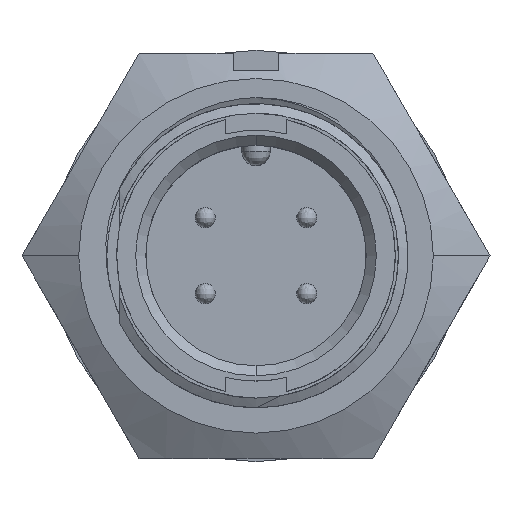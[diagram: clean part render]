
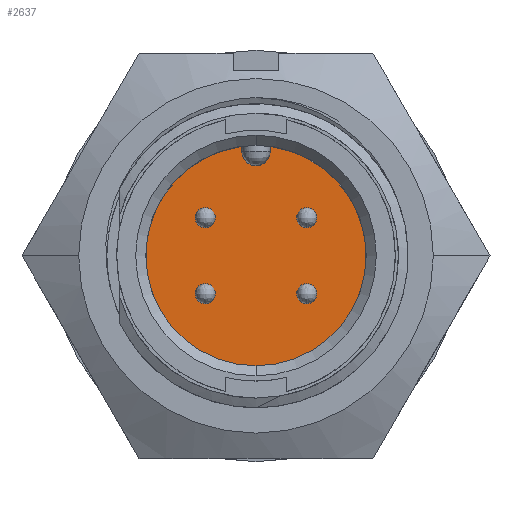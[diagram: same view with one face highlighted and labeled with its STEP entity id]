
A CAD part, top view. The second image highlights one B-rep face of the part: STEP entity #2637.
In plain terms, the highlighted planar face has unit normal (0, 0, 1).
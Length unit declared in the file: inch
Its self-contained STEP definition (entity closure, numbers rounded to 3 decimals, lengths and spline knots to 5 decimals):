
#369 = CARTESIAN_POINT ( 'NONE',  ( 0.1, -0.075, -0.305 ) ) ;
#372 = DIRECTION ( 'NONE',  ( 0., 0., -1. ) ) ;
#374 = DIRECTION ( 'NONE',  ( -1., 0., 0. ) ) ;
#916 = DIRECTION ( 'NONE',  ( 1., 0., 0. ) ) ;
#1505 = PLANE ( 'NONE',  #6487 ) ;
#1508 = CARTESIAN_POINT ( 'NONE',  ( 0., 0.2055, -0.305 ) ) ;
#1510 = DIRECTION ( 'NONE',  ( 0., 0., 1. ) ) ;
#1710 = CARTESIAN_POINT ( 'NONE',  ( 0., 0., -0.305 ) ) ;
#1776 = DIRECTION ( 'NONE',  ( 0., 0., 1. ) ) ;
#1817 = DIRECTION ( 'NONE',  ( 0., 0., -1. ) ) ;
#1846 = DIRECTION ( 'NONE',  ( 0., -1., 0. ) ) ;
#1857 = DIRECTION ( 'NONE',  ( -1., 0., 0. ) ) ;
#1904 = CARTESIAN_POINT ( 'NONE',  ( -0.1, -0.075, -0.305 ) ) ;
#2061 = VERTEX_POINT ( 'NONE', #8414 ) ;
#2062 = VERTEX_POINT ( 'NONE', #8535 ) ;
#2064 = VERTEX_POINT ( 'NONE', #8557 ) ;
#2101 = VERTEX_POINT ( 'NONE', #8506 ) ;
#2111 = VERTEX_POINT ( 'NONE', #8425 ) ;
#2122 = VERTEX_POINT ( 'NONE', #8600 ) ;
#2398 = EDGE_CURVE ( 'NONE', #10717, #10515, #2604, .T. ) ;
#2412 = CIRCLE ( 'NONE', #6344, 0.01974 ) ;
#2442 = EDGE_CURVE ( 'NONE', #10660, #10649, #2566, .T. ) ;
#2453 = CIRCLE ( 'NONE', #6559, 0.2175 ) ;
#2487 = CIRCLE ( 'NONE', #5296, 0.028 ) ;
#2500 = CIRCLE ( 'NONE', #5274, 0.01974 ) ;
#2543 = CIRCLE ( 'NONE', #13758, 0.01974 ) ;
#2558 = EDGE_CURVE ( 'NONE', #10732, #2101, #2453, .T. ) ;
#2560 = EDGE_CURVE ( 'NONE', #10618, #2064, #2617, .T. ) ;
#2564 = CIRCLE ( 'NONE', #5239, 0.01974 ) ;
#2566 = CIRCLE ( 'NONE', #4002, 0.01974 ) ;
#2593 = EDGE_CURVE ( 'NONE', #2111, #2061, #2619, .T. ) ;
#2604 = CIRCLE ( 'NONE', #4028, 0.01974 ) ;
#2617 = CIRCLE ( 'NONE', #6554, 0.01974 ) ;
#2619 = CIRCLE ( 'NONE', #6519, 0.01974 ) ;
#2637 = ADVANCED_FACE ( 'NONE', ( #6486, #6485, #6482, #6480, #6479 ), #1505, .T. ) ;
#2643 = CIRCLE ( 'NONE', #6331, 0.2175 ) ;
#2845 = VECTOR ( 'NONE', #11427, 39.37008 ) ;
#3488 = EDGE_LOOP ( 'NONE', ( #10604, #10669 ) ) ;
#3560 = EDGE_LOOP ( 'NONE', ( #10597, #10656, #10502, #10527, #10684 ) ) ;
#3575 = EDGE_LOOP ( 'NONE', ( #10646, #8054 ) ) ;
#3851 = EDGE_LOOP ( 'NONE', ( #8088, #10644 ) ) ;
#3890 = EDGE_LOOP ( 'NONE', ( #10600, #10620 ) ) ;
#4002 = AXIS2_PLACEMENT_3D ( 'NONE', #12315, #12298, #12292 ) ;
#4028 = AXIS2_PLACEMENT_3D ( 'NONE', #8633, #8618, #8607 ) ;
#4210 = CARTESIAN_POINT ( 'NONE',  ( 0., 0.2055, -0.305 ) ) ;
#4211 = DIRECTION ( 'NONE',  ( 0., 0., -1. ) ) ;
#4212 = DIRECTION ( 'NONE',  ( -1., 0., 0. ) ) ;
#4436 = CARTESIAN_POINT ( 'NONE',  ( 0.1, -0.075, -0.305 ) ) ;
#4437 = DIRECTION ( 'NONE',  ( 0., 0., -1. ) ) ;
#4438 = DIRECTION ( 'NONE',  ( -1., 0., 0. ) ) ;
#5239 = AXIS2_PLACEMENT_3D ( 'NONE', #14149, #14153, #14154 ) ;
#5274 = AXIS2_PLACEMENT_3D ( 'NONE', #4436, #4437, #4438 ) ;
#5296 = AXIS2_PLACEMENT_3D ( 'NONE', #4210, #4211, #4212 ) ;
#5891 = CARTESIAN_POINT ( 'NONE',  ( 0.1, 0.075, -0.305 ) ) ;
#5892 = DIRECTION ( 'NONE',  ( 0., 0., -1. ) ) ;
#5893 = DIRECTION ( 'NONE',  ( -1., 0., 0. ) ) ;
#5911 = CARTESIAN_POINT ( 'NONE',  ( -0.08026, 0.075, -0.305 ) ) ;
#5962 = CARTESIAN_POINT ( 'NONE',  ( -0.11974, -0.075, -0.305 ) ) ;
#5979 = CARTESIAN_POINT ( 'NONE',  ( 0.11974, 0.075, -0.305 ) ) ;
#5985 = CARTESIAN_POINT ( 'NONE',  ( 0.08026, 0.075, -0.305 ) ) ;
#6011 = CARTESIAN_POINT ( 'NONE',  ( -0.11974, 0.075, -0.305 ) ) ;
#6018 = CARTESIAN_POINT ( 'NONE',  ( -0.028, 0.21569, -0.305 ) ) ;
#6054 = CARTESIAN_POINT ( 'NONE',  ( 0.028, 0.21569, -0.305 ) ) ;
#6331 = AXIS2_PLACEMENT_3D ( 'NONE', #7943, #7953, #7739 ) ;
#6344 = AXIS2_PLACEMENT_3D ( 'NONE', #9044, #9048, #9050 ) ;
#6479 = FACE_BOUND ( 'NONE', #3851, .T. ) ;
#6480 = FACE_BOUND ( 'NONE', #3488, .T. ) ;
#6482 = FACE_OUTER_BOUND ( 'NONE', #3560, .T. ) ;
#6485 = FACE_BOUND ( 'NONE', #3575, .T. ) ;
#6486 = FACE_BOUND ( 'NONE', #3890, .T. ) ;
#6487 = AXIS2_PLACEMENT_3D ( 'NONE', #1508, #1510, #916 ) ;
#6519 = AXIS2_PLACEMENT_3D ( 'NONE', #369, #372, #374 ) ;
#6554 = AXIS2_PLACEMENT_3D ( 'NONE', #1904, #1817, #1857 ) ;
#6559 = AXIS2_PLACEMENT_3D ( 'NONE', #1710, #1776, #1846 ) ;
#7408 = DIRECTION ( 'NONE',  ( 0., -1., 0. ) ) ;
#7465 = CARTESIAN_POINT ( 'NONE',  ( 0.028, 0.2055, -0.305 ) ) ;
#7739 = DIRECTION ( 'NONE',  ( 0., -1., 0. ) ) ;
#7788 = LINE ( 'NONE', #7465, #8313 ) ;
#7943 = CARTESIAN_POINT ( 'NONE',  ( 0., 0., -0.305 ) ) ;
#7953 = DIRECTION ( 'NONE',  ( 0., 0., 1. ) ) ;
#8054 = ORIENTED_EDGE ( 'NONE', *, *, #9917, .T. ) ;
#8088 = ORIENTED_EDGE ( 'NONE', *, *, #2398, .T. ) ;
#8313 = VECTOR ( 'NONE', #7408, 39.37008 ) ;
#8414 = CARTESIAN_POINT ( 'NONE',  ( 0.11974, -0.075, -0.305 ) ) ;
#8425 = CARTESIAN_POINT ( 'NONE',  ( 0.08026, -0.075, -0.305 ) ) ;
#8506 = CARTESIAN_POINT ( 'NONE',  ( 0., -0.2175, -0.305 ) ) ;
#8535 = CARTESIAN_POINT ( 'NONE',  ( -0.028, 0.2055, -0.305 ) ) ;
#8557 = CARTESIAN_POINT ( 'NONE',  ( -0.08026, -0.075, -0.305 ) ) ;
#8600 = CARTESIAN_POINT ( 'NONE',  ( 0.028, 0.2055, -0.305 ) ) ;
#8607 = DIRECTION ( 'NONE',  ( -1., 0., 0. ) ) ;
#8618 = DIRECTION ( 'NONE',  ( 0., 0., -1. ) ) ;
#8633 = CARTESIAN_POINT ( 'NONE',  ( -0.1, 0.075, -0.305 ) ) ;
#9044 = CARTESIAN_POINT ( 'NONE',  ( -0.1, -0.075, -0.305 ) ) ;
#9048 = DIRECTION ( 'NONE',  ( 0., 0., -1. ) ) ;
#9050 = DIRECTION ( 'NONE',  ( -1., 0., 0. ) ) ;
#9845 = EDGE_CURVE ( 'NONE', #13834, #2122, #7788, .T. ) ;
#9917 = EDGE_CURVE ( 'NONE', #2064, #10618, #2412, .T. ) ;
#9979 = EDGE_CURVE ( 'NONE', #2101, #13834, #2643, .T. ) ;
#10001 = EDGE_CURVE ( 'NONE', #2122, #2062, #2487, .T. ) ;
#10032 = EDGE_CURVE ( 'NONE', #2061, #2111, #2500, .T. ) ;
#10081 = EDGE_CURVE ( 'NONE', #10515, #10717, #2564, .T. ) ;
#10354 = EDGE_CURVE ( 'NONE', #2062, #10732, #11424, .T. ) ;
#10442 = EDGE_CURVE ( 'NONE', #10649, #10660, #2543, .T. ) ;
#10502 = ORIENTED_EDGE ( 'NONE', *, *, #9845, .T. ) ;
#10515 = VERTEX_POINT ( 'NONE', #5911 ) ;
#10527 = ORIENTED_EDGE ( 'NONE', *, *, #10001, .T. ) ;
#10597 = ORIENTED_EDGE ( 'NONE', *, *, #2558, .T. ) ;
#10600 = ORIENTED_EDGE ( 'NONE', *, *, #2593, .T. ) ;
#10604 = ORIENTED_EDGE ( 'NONE', *, *, #2442, .T. ) ;
#10618 = VERTEX_POINT ( 'NONE', #5962 ) ;
#10620 = ORIENTED_EDGE ( 'NONE', *, *, #10032, .T. ) ;
#10644 = ORIENTED_EDGE ( 'NONE', *, *, #10081, .T. ) ;
#10646 = ORIENTED_EDGE ( 'NONE', *, *, #2560, .T. ) ;
#10649 = VERTEX_POINT ( 'NONE', #5979 ) ;
#10656 = ORIENTED_EDGE ( 'NONE', *, *, #9979, .T. ) ;
#10660 = VERTEX_POINT ( 'NONE', #5985 ) ;
#10669 = ORIENTED_EDGE ( 'NONE', *, *, #10442, .T. ) ;
#10684 = ORIENTED_EDGE ( 'NONE', *, *, #10354, .T. ) ;
#10717 = VERTEX_POINT ( 'NONE', #6011 ) ;
#10732 = VERTEX_POINT ( 'NONE', #6018 ) ;
#11424 = LINE ( 'NONE', #11426, #2845 ) ;
#11426 = CARTESIAN_POINT ( 'NONE',  ( -0.028, 0.2055, -0.305 ) ) ;
#11427 = DIRECTION ( 'NONE',  ( 0., 1., 0. ) ) ;
#12292 = DIRECTION ( 'NONE',  ( -1., 0., 0. ) ) ;
#12298 = DIRECTION ( 'NONE',  ( 0., 0., -1. ) ) ;
#12315 = CARTESIAN_POINT ( 'NONE',  ( 0.1, 0.075, -0.305 ) ) ;
#13758 = AXIS2_PLACEMENT_3D ( 'NONE', #5891, #5892, #5893 ) ;
#13834 = VERTEX_POINT ( 'NONE', #6054 ) ;
#14149 = CARTESIAN_POINT ( 'NONE',  ( -0.1, 0.075, -0.305 ) ) ;
#14153 = DIRECTION ( 'NONE',  ( 0., 0., -1. ) ) ;
#14154 = DIRECTION ( 'NONE',  ( -1., 0., 0. ) ) ;
